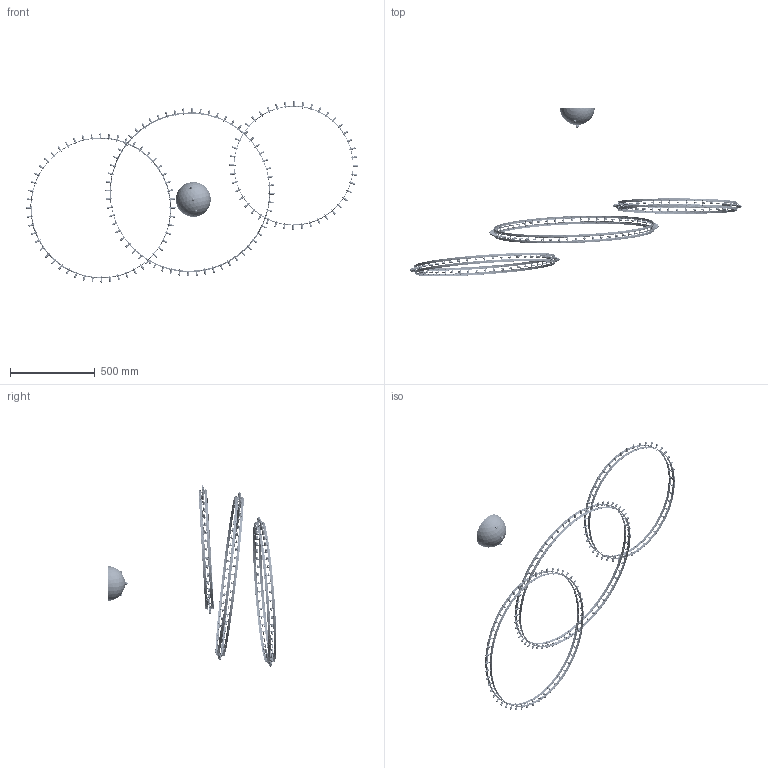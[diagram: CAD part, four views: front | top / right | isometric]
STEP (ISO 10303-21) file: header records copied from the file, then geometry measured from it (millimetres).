
FILE_DESCRIPTION (( 'STEP AP214' ), '1' );
FILE_NAME ('citadel compo set 78-89-100.1SLDASM.STEP', '2017-03-03T10:26:15', ( 'Petisys' ), ( 'Hewlett-Packard Company' ), 'SwSTEP 2.0', 'SolidWorks 2017', '' );
FILE_SCHEMA (( 'AUTOMOTIVE_DESIGN' ));
Length unit declared in the file: millimetre
Products named in the file (980): 015-110-1; 015-915; 015-040; 015-003.SLDASM; 015-423; 016-014; 010-014; 016-500-110; 015-051-175; citadel ring compleet 100; 023-017; ring 100 met gatjes; citadel ring compleet 89.rpt; ring 89 met gatjes; citadel ring compleet 78.rpt; 015-026-1; Part2.SLDPRT015-271; ring 78 met gatjes; citadel compo set 78-89-100.1SLDASM; 11-8272-1; 015-313
Assembly tree (963 placements, depth 3):
  015-110-1
  015-915
  015-915
  015-110-1
  015-110-1
Bounding box: 1956.18 x 993.81 x 1069.14 mm (x, y, z)
Volume: 1564235.5 mm3; surface area: 1127298.8 mm2
Topology: 1023 solids, 1023 shells, 24889 faces, 58031 edges, 35769 vertices
Faces by surface type: cylinder 8556, plane 7333, torus 5028, cone 2854, bspline 632, sphere 486
Entity records: 57215 total; most frequent: CARTESIAN_POINT 21778, DIRECTION 4742, ORIENTED_EDGE 3594, AXIS2_PLACEMENT_3D 2009, APPLICATION_PROTOCOL_DEFINITION 1960, APPLICATION_CONTEXT 1960, PRODUCT_DEFINITION_SHAPE 1943, EDGE_CURVE 1797
